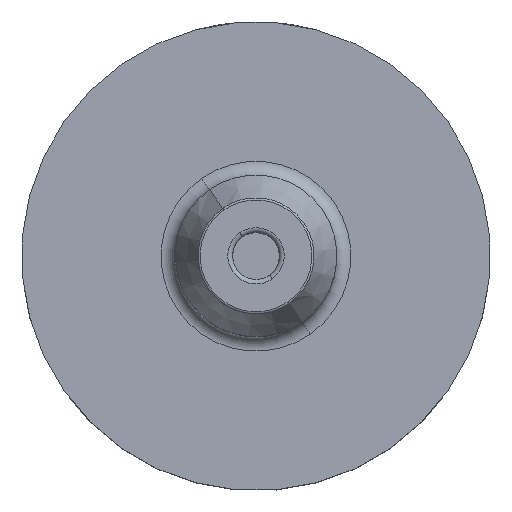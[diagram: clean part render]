
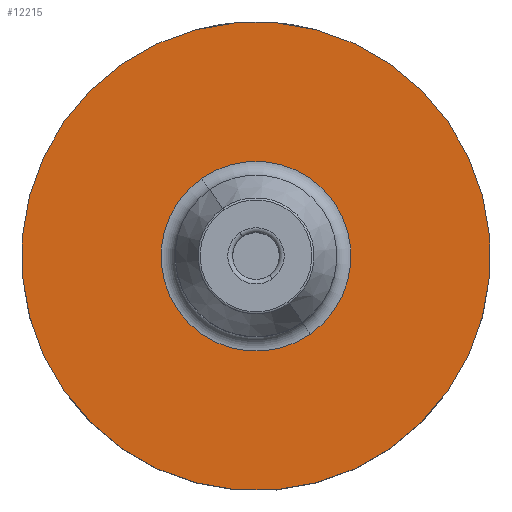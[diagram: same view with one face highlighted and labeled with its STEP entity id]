
A CAD part, top view. The second image highlights one B-rep face of the part: STEP entity #12215.
In plain terms, the highlighted planar face has unit normal (0, 0, 1).
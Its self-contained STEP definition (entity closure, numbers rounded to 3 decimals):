
#242=CARTESIAN_POINT('',(0.,0.,28.95));
#243=DIRECTION('',(0.,0.,1.));
#244=DIRECTION('',(-0.574,0.819,0.));
#245=AXIS2_PLACEMENT_3D('',#242,#243,#244);
#250=CARTESIAN_POINT('',(0.,0.,28.95));
#251=DIRECTION('',(0.,0.,-1.));
#252=DIRECTION('',(-0.574,0.819,0.));
#253=AXIS2_PLACEMENT_3D('',#250,#251,#252);
#272=CARTESIAN_POINT('',(0.,0.,28.95));
#273=DIRECTION('',(0.,0.,-1.));
#274=DIRECTION('',(-0.574,0.819,0.));
#275=AXIS2_PLACEMENT_3D('',#272,#273,#274);
#280=CARTESIAN_POINT('',(0.,0.,28.95));
#281=DIRECTION('',(0.,0.,1.));
#282=DIRECTION('',(-0.574,0.819,0.));
#283=AXIS2_PLACEMENT_3D('',#280,#281,#282);
#11806=CARTESIAN_POINT('',(-11.615,16.588,28.95));
#11807=VERTEX_POINT('',#11806);
#11808=CARTESIAN_POINT('',(-28.679,40.958,28.95));
#11810=VERTEX_POINT('',#11808);
#11874=CARTESIAN_POINT('',(11.615,-16.588,28.95));
#11875=VERTEX_POINT('',#11874);
#11876=CARTESIAN_POINT('',(28.679,-40.958,28.95));
#11878=VERTEX_POINT('',#11876);
#12200=CARTESIAN_POINT('',(0.,0.,28.95));
#12201=DIRECTION('',(0.,0.,1.));
#12202=DIRECTION('',(0.574,-0.819,0.));
#12203=AXIS2_PLACEMENT_3D('',#12200,#12201,#12202);
#12204=PLANE('',#12203);
#12206=ORIENTED_EDGE('',*,*,#12205,.T.);
#12208=ORIENTED_EDGE('',*,*,#12207,.F.);
#12209=EDGE_LOOP('',(#12206,#12208));
#12210=FACE_OUTER_BOUND('',#12209,.F.);
#12211=ORIENTED_EDGE('',*,*,#12182,.T.);
#12212=ORIENTED_EDGE('',*,*,#12193,.F.);
#12213=EDGE_LOOP('',(#12211,#12212));
#12214=FACE_BOUND('',#12213,.F.);
#12215=ADVANCED_FACE('',(#12210,#12214),#12204,.T.);
#246=CIRCLE('',#245,20.25);
#254=CIRCLE('',#253,20.25);
#276=CIRCLE('',#275,50.);
#284=CIRCLE('',#283,50.);
#12182=EDGE_CURVE('',#11807,#11875,#246,.T.);
#12193=EDGE_CURVE('',#11807,#11875,#254,.T.);
#12205=EDGE_CURVE('',#11810,#11878,#276,.T.);
#12207=EDGE_CURVE('',#11810,#11878,#284,.T.);
